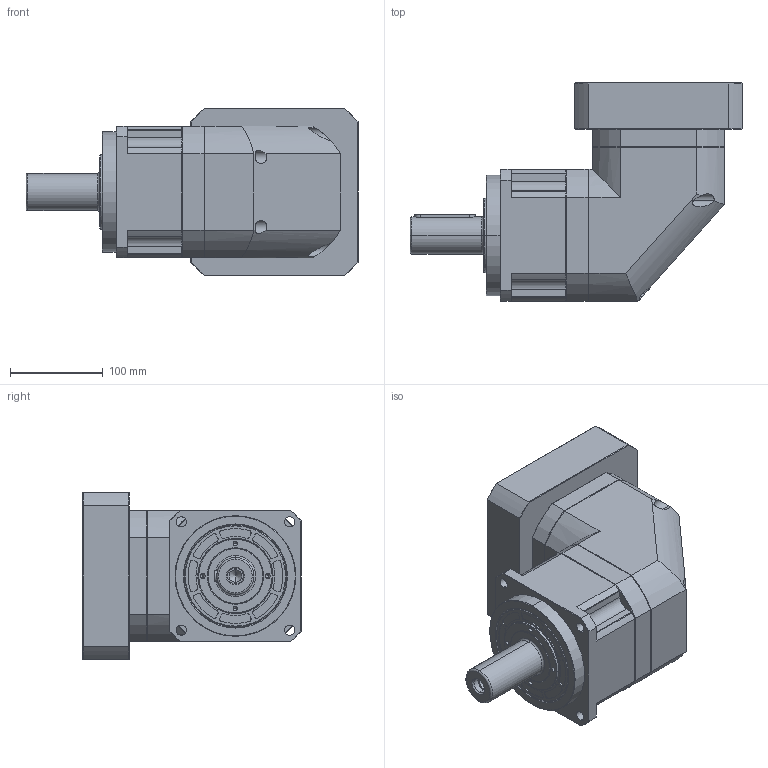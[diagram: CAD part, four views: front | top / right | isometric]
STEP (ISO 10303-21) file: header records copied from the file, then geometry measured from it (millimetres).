
FILE_DESCRIPTION((''),'2;1');
FILE_NAME('TMR142L1-114_3-3510001_ASM','2024-06-22T14:18:34',('mayn'),(''),'CREO PARAMETRIC BY PTC INC, 2020053','CREO PARAMETRIC BY PTC INC, 2020053','');
FILE_SCHEMA(('CONFIG_CONTROL_DESIGN'));
Length unit declared in the file: millimetre
Products named in the file (16): HEXAGON_SOCKET_HEAD_CAP_S-16694; SPRING_LOCK_WASHERS--NORMAL_TYP; HEX_SOCKET_SET_SCREWS_WITH_FLAT; TMR1420001; TMR1420002; HEXAGON_SOCKET_HEAD_CAP_S-16738; TM142-114_3-M12-200001; TMR14235100001; HEXAGON_SOCKET_HEAD_CAP_SC-6584; HEXAGON_SOCKET_HEAD_CAP_S-10430; 60X85X800; TM1420001; TMR1420003; TMR1420004; TMR142L1-114_3-3510002_ASM; TMR142L1-114_3-3510001_ASM
Assembly tree (43 placements, depth 3):
  TMR142L1-114_3-3510001_ASM
    TMR142L1-114_3-3510002_ASM
      HEXAGON_SOCKET_HEAD_CAP_S-16694  x6
      SPRING_LOCK_WASHERS--NORMAL_TYP  x16
      HEX_SOCKET_SET_SCREWS_WITH_FLAT
      TMR1420001
      TMR1420002
      HEXAGON_SOCKET_HEAD_CAP_S-16738  x6
      TM142-114_3-M12-200001
      TMR14235100001
      HEXAGON_SOCKET_HEAD_CAP_SC-6584
      HEXAGON_SOCKET_HEAD_CAP_S-10430  x4
      60X85X800
      TM1420001
      TMR1420003
      TMR1420004
Bounding box: 357.5 x 235.5 x 180 mm (x, y, z)
Volume: 6064777.4 mm3; surface area: 540464.7 mm2
Topology: 42 solids, 42 shells, 1360 faces, 3372 edges, 2108 vertices
Faces by surface type: cylinder 557, plane 536, cone 219, torus 48
Entity records: 28241 total; most frequent: CARTESIAN_POINT 5457, DIRECTION 5146, ORIENTED_EDGE 4460, EDGE_CURVE 2230, AXIS2_PLACEMENT_3D 2083, VERTEX_POINT 1439, CIRCLE 1097, EDGE_LOOP 1021
